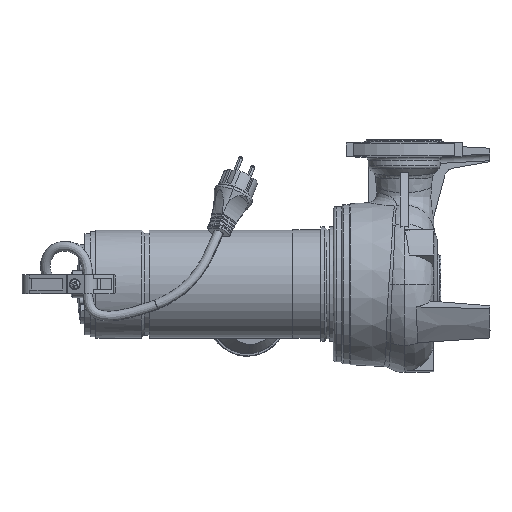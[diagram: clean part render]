
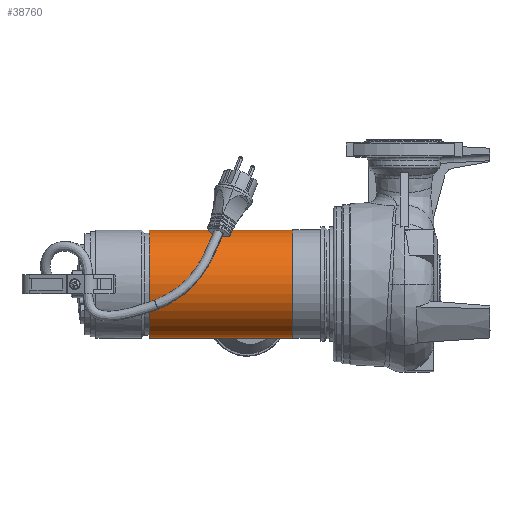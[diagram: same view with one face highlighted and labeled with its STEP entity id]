
A CAD part, left-side view. The second image highlights one B-rep face of the part: STEP entity #38760.
In plain terms, the highlighted cylindrical face has radius 56 mm (diameter 112 mm), a partial arc.
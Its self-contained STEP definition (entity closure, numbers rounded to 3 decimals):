
#2712 = DIRECTION ( 'NONE',  ( 0., 0., -1. ) ) ;
#8428 = CARTESIAN_POINT ( 'NONE',  ( 0., 143.501, -56. ) ) ;
#8465 = ORIENTED_EDGE ( 'NONE', *, *, #53837, .T. ) ;
#9779 = CARTESIAN_POINT ( 'NONE',  ( 0., 292.501, 0. ) ) ;
#13922 = VERTEX_POINT ( 'NONE', #8428 ) ;
#15297 = CARTESIAN_POINT ( 'NONE',  ( 0., 143.501, 56. ) ) ;
#24089 = CIRCLE ( 'NONE', #66060, 56. ) ;
#24385 = CYLINDRICAL_SURFACE ( 'NONE', #26343, 56. ) ;
#25110 = EDGE_CURVE ( 'NONE', #13922, #40827, #24089, .T. ) ;
#25614 = CARTESIAN_POINT ( 'NONE',  ( 0., 292.501, -56. ) ) ;
#25629 = VERTEX_POINT ( 'NONE', #44769 ) ;
#26343 = AXIS2_PLACEMENT_3D ( 'NONE', #9779, #62716, #2712 ) ;
#26547 = ORIENTED_EDGE ( 'NONE', *, *, #25110, .T. ) ;
#30177 = VECTOR ( 'NONE', #38305, 1000. ) ;
#31443 = CARTESIAN_POINT ( 'NONE',  ( 0., 292.501, 56. ) ) ;
#32149 = LINE ( 'NONE', #31443, #61732 ) ;
#36065 = FACE_OUTER_BOUND ( 'NONE', #46226, .T. ) ;
#37134 = DIRECTION ( 'NONE',  ( 0., 1., 0. ) ) ;
#38305 = DIRECTION ( 'NONE',  ( 0., -1., 0. ) ) ;
#38760 = ADVANCED_FACE ( 'NONE', ( #36065 ), #24385, .T. ) ;
#39215 = ORIENTED_EDGE ( 'NONE', *, *, #42804, .F. ) ;
#40827 = VERTEX_POINT ( 'NONE', #15297 ) ;
#42804 = EDGE_CURVE ( 'NONE', #25629, #40827, #32149, .T. ) ;
#43560 = CIRCLE ( 'NONE', #67357, 56. ) ;
#44513 = DIRECTION ( 'NONE',  ( 0., -1., 0. ) ) ;
#44769 = CARTESIAN_POINT ( 'NONE',  ( 0., 292.501, 56. ) ) ;
#46226 = EDGE_LOOP ( 'NONE', ( #39215, #57150, #8465, #26547 ) ) ;
#46939 = EDGE_CURVE ( 'NONE', #25629, #47231, #43560, .T. ) ;
#47231 = VERTEX_POINT ( 'NONE', #25614 ) ;
#49820 = CARTESIAN_POINT ( 'NONE',  ( 0., 292.501, 0. ) ) ;
#51229 = DIRECTION ( 'NONE',  ( 0., 0., -1. ) ) ;
#52419 = CARTESIAN_POINT ( 'NONE',  ( 0., 143.501, 0. ) ) ;
#53837 = EDGE_CURVE ( 'NONE', #47231, #13922, #54638, .T. ) ;
#54638 = LINE ( 'NONE', #66347, #30177 ) ;
#57150 = ORIENTED_EDGE ( 'NONE', *, *, #46939, .T. ) ;
#58462 = DIRECTION ( 'NONE',  ( 0., -1., 0. ) ) ;
#58799 = DIRECTION ( 'NONE',  ( 0., 0., -1. ) ) ;
#61732 = VECTOR ( 'NONE', #58462, 1000. ) ;
#62716 = DIRECTION ( 'NONE',  ( 0., -1., 0. ) ) ;
#66060 = AXIS2_PLACEMENT_3D ( 'NONE', #52419, #37134, #58799 ) ;
#66347 = CARTESIAN_POINT ( 'NONE',  ( 0., 292.501, -56. ) ) ;
#67357 = AXIS2_PLACEMENT_3D ( 'NONE', #49820, #44513, #51229 ) ;
